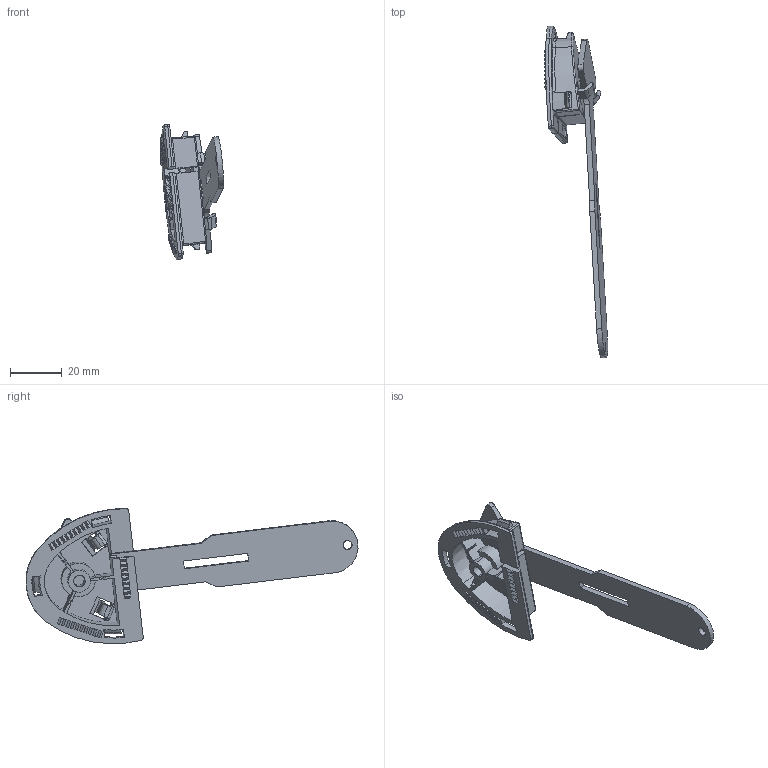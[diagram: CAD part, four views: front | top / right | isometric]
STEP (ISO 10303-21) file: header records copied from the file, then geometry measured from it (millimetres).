
FILE_DESCRIPTION(('CATIA V5 STEP Exchange','CAx-IF Rec.Pracs.--- Model Styling and Organization---1.5--- 2016-08-15','CAx-IF Rec.Pracs.---Supplemental Geometry---1.0---2011-11-01','CAx-IF Rec.Pracs.--- Composite Materials ---1.1---2010-07-15'),'2;1');
FILE_NAME('038091_AllCATPart.stp','2024-12-20T10:33:38+00:00',('none'),('none'),'CATIA Version 5-6 Release 2020 SP3','CATIA V5 STEP AP214 v2','none');
FILE_SCHEMA(('AUTOMOTIVE_DESIGN { 1 0 10303 214 1 1 1 1 }'));
Length unit declared in the file: millimetre
Products named in the file (1): 038091
Bounding box: 24.36 x 127.7 x 52.08 mm (x, y, z)
Volume: 10927.3 mm3; surface area: 12579.6 mm2
Topology: 2 solids, 2 shells, 353 faces, 1132 edges, 811 vertices
Faces by surface type: plane 227, cylinder 73, cone 18, torus 18, bspline 11, sphere 6
Entity records: 14278 total; most frequent: CARTESIAN_POINT 5045, ORIENTED_EDGE 2264, DIRECTION 1169, EDGE_CURVE 1132, VERTEX_POINT 811, VECTOR 607, LINE 607, B_SPLINE_CURVE_WITH_KNOTS 441
